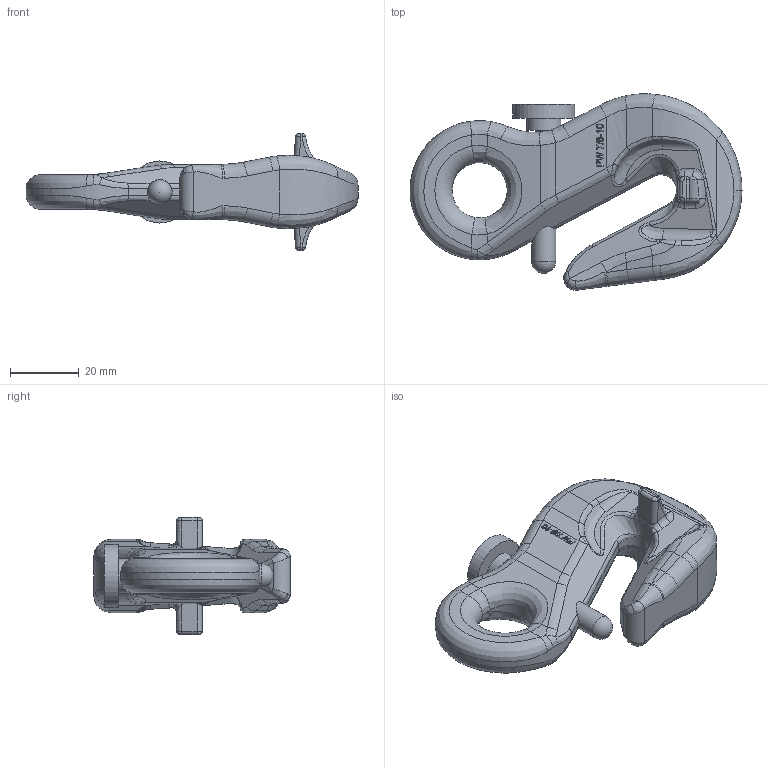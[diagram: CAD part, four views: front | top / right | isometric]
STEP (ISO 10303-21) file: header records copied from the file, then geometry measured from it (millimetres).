
FILE_DESCRIPTION(/* description */ (''),/* implementation_level */ '2;1');
FILE_NAME(/* name */ 'pewag_PSW_7_8.stp',/* time_stamp */ '2022-06-29T10:42:46+02:00',/* author */ (''),/* organization */ (''),/* preprocessor_version */ 'ST-DEVELOPER v16',/* originating_system */ 'SIEMENS PLM Software NX 11.0',/* authorisation */ '');
FILE_SCHEMA (('AUTOMOTIVE_DESIGN { 1 0 10303 214 3 1 1 1 }'));
Length unit declared in the file: millimetre
Products named in the file (1): KSE44B0A9CF4kr9
Bounding box: 96.31 x 57 x 34 mm (x, y, z)
Volume: 46571.1 mm3; surface area: 13213.9 mm2
Topology: 2 solids, 2 shells, 400 faces, 949 edges, 568 vertices
Faces by surface type: bspline 162, plane 116, extrusion 60, cylinder 52, sphere 5, torus 5
Full cylindrical faces by diameter (mm): 4 x1, 4.2 x1, 7 x1, 7.2 x1, 10 x1, 18 x1
Entity records: 17762 total; most frequent: CARTESIAN_POINT 10299, ORIENTED_EDGE 1850, DIRECTION 934, EDGE_CURVE 925, B_SPLINE_CURVE_WITH_KNOTS 577, VERTEX_POINT 563, EDGE_LOOP 434, ADVANCED_FACE 398
